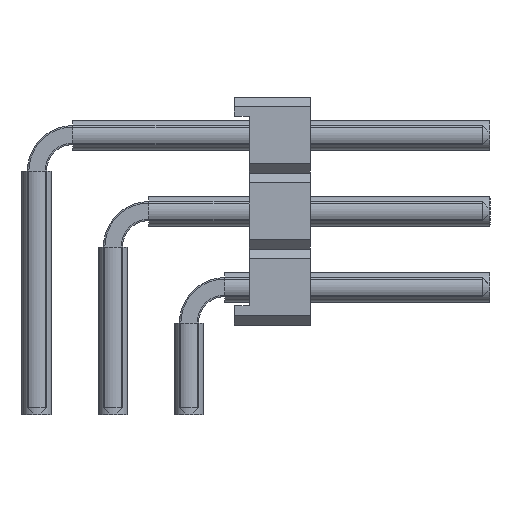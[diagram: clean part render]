
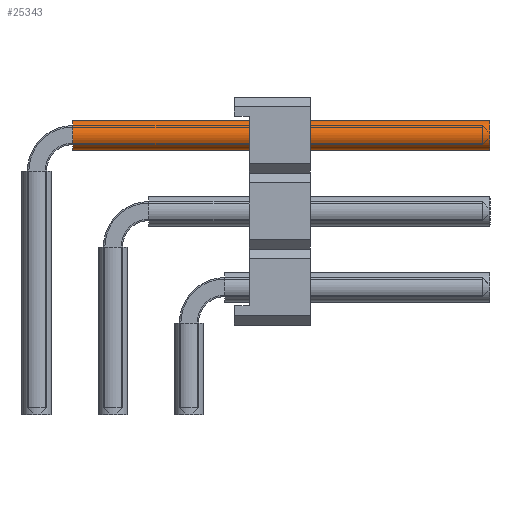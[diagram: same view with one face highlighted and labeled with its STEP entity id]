
A CAD part, left-side view. The second image highlights one B-rep face of the part: STEP entity #25343.
In plain terms, the highlighted cylindrical face has radius 0.5 mm (diameter 1 mm), a full revolution.
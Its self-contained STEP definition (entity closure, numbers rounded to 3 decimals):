
#13620=ORIENTED_EDGE('',*,*,#17320,.F.);
#13621=ORIENTED_EDGE('',*,*,#17321,.T.);
#17320=EDGE_CURVE('',#19760,#19760,#20740,.T.);
#17321=EDGE_CURVE('',#19761,#19761,#20741,.T.);
#19760=VERTEX_POINT('',#42199);
#19761=VERTEX_POINT('',#42201);
#20740=CIRCLE('',#27623,0.5);
#20741=CIRCLE('',#27624,0.5);
#22180=EDGE_LOOP('',(#13620));
#22181=EDGE_LOOP('',(#13621));
#23634=FACE_BOUND('',#22180,.T.);
#23635=FACE_BOUND('',#22181,.T.);
#24137=CYLINDRICAL_SURFACE('',#27622,0.5);
#25343=ADVANCED_FACE('',(#23634,#23635),#24137,.F.);
#27622=AXIS2_PLACEMENT_3D('',#42197,#34696,#34697);
#27623=AXIS2_PLACEMENT_3D('',#42198,#34698,#34699);
#27624=AXIS2_PLACEMENT_3D('',#42200,#34700,#34701);
#34696=DIRECTION('',(1.,0.,0.));
#34697=DIRECTION('',(0.,0.,-1.));
#34698=DIRECTION('',(-1.,0.,0.));
#34699=DIRECTION('',(0.,0.,1.));
#34700=DIRECTION('',(-1.,0.,0.));
#34701=DIRECTION('',(0.,0.,1.));
#42197=CARTESIAN_POINT('',(1.2,0.,9.35));
#42198=CARTESIAN_POINT('',(15.14,0.,9.35));
#42199=CARTESIAN_POINT('',(15.14,0.,9.85));
#42200=CARTESIAN_POINT('',(1.2,0.,9.35));
#42201=CARTESIAN_POINT('',(1.2,0.,9.85));
